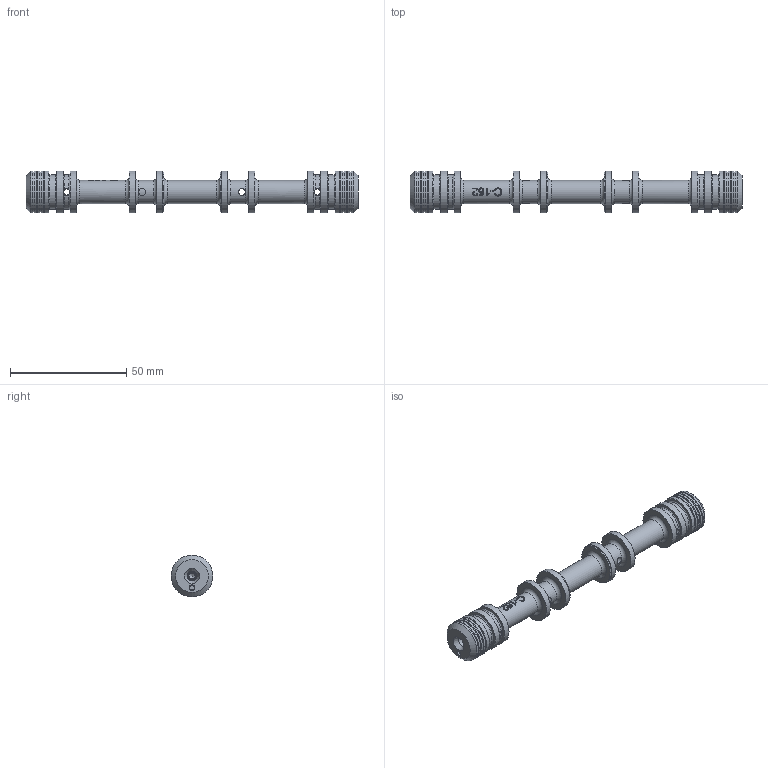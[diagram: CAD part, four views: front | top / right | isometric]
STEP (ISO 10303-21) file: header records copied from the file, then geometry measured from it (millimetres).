
FILE_DESCRIPTION(/* description */ ('Unknown'),/* implementation_level */ '2;1');
FILE_NAME(/* name */ 'AP-1620S152_STEP',/* time_stamp */ '2022-01-06T12:48:34+01:00',/* author */ ('Unknown'),/* organization */ ('Unknown'),/* preprocessor_version */ 'ST-DEVELOPER v16.7',/* originating_system */ 'DEX',/* authorisation */ $);
FILE_SCHEMA (('AUTOMOTIVE_DESIGN {1 0 10303 214 3 1 1}'));
Length unit declared in the file: millimetre
Products named in the file (4): 1435381_STEUERKOLBEN C100_100_000198673; 1441768_Kolben C 100_100_000190927; 1441771_GEWINDESTIFT_000195153; 1237794_Gewindestift DIN 913 M5x6 - 45 H_000139356
Assembly tree (5 placements, depth 2):
  1435381_STEUERKOLBEN C100_100_000198673
    1441768_Kolben C 100_100_000190927
    1441771_GEWINDESTIFT_000195153  x2
    1237794_Gewindestift DIN 913 M5x6 - 45 H_000139356  x2
Bounding box: 143 x 18 x 18 mm (x, y, z)
Volume: 18151.1 mm3; surface area: 10659.3 mm2
Topology: 5 solids, 5 shells, 203 faces, 471 edges, 300 vertices
Faces by surface type: plane 99, cylinder 58, cone 20, torus 18, bspline 8
Full cylindrical faces by diameter (mm): 2 x2, 2.013 x2, 2.5 x2, 2.7 x4, 3 x4, 4.134 x2, 5 x2, 10 x5, 15 x2, 17.5 x8, 18 x18
Entity records: 5226 total; most frequent: CARTESIAN_POINT 1502, DIRECTION 700, ORIENTED_EDGE 580, FACE_BOUND 311, EDGE_LOOP 308, AXIS2_PLACEMENT_3D 308, EDGE_CURVE 290, VERTEX_POINT 231
